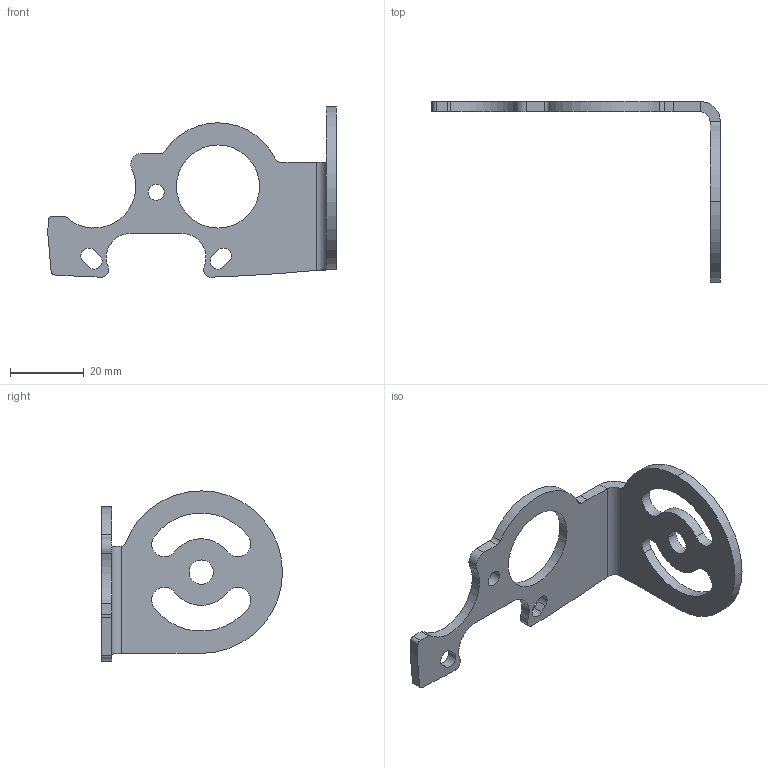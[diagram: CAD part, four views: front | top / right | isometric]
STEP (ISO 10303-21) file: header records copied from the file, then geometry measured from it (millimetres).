
FILE_DESCRIPTION((''),'2;1');
FILE_NAME('155381_SW','2011-05-05T',('banengservice'),('BANNER ENGINEERING'),'PRO/ENGINEER BY PARAMETRIC TECHNOLOGY CORPORATION, 2009141','PRO/ENGINEER BY PARAMETRIC TECHNOLOGY CORPORATION, 2009141','');
FILE_SCHEMA(('CONFIG_CONTROL_DESIGN'));
Length unit declared in the file: inch
Products named in the file (1): 155381_SW
Bounding box: 78.12 x 49 x 46.11 mm (x, y, z)
Volume: 7563 mm3; surface area: 7146.8 mm2
Topology: 1 solids, 1 shells, 57 faces, 157 edges, 102 vertices
Faces by surface type: cylinder 38, plane 18, bspline 1
Entity records: 1982 total; most frequent: CARTESIAN_POINT 396, DIRECTION 341, ORIENTED_EDGE 314, EDGE_CURVE 157, AXIS2_PLACEMENT_3D 130, VERTEX_POINT 102, VECTOR 81, LINE 81
